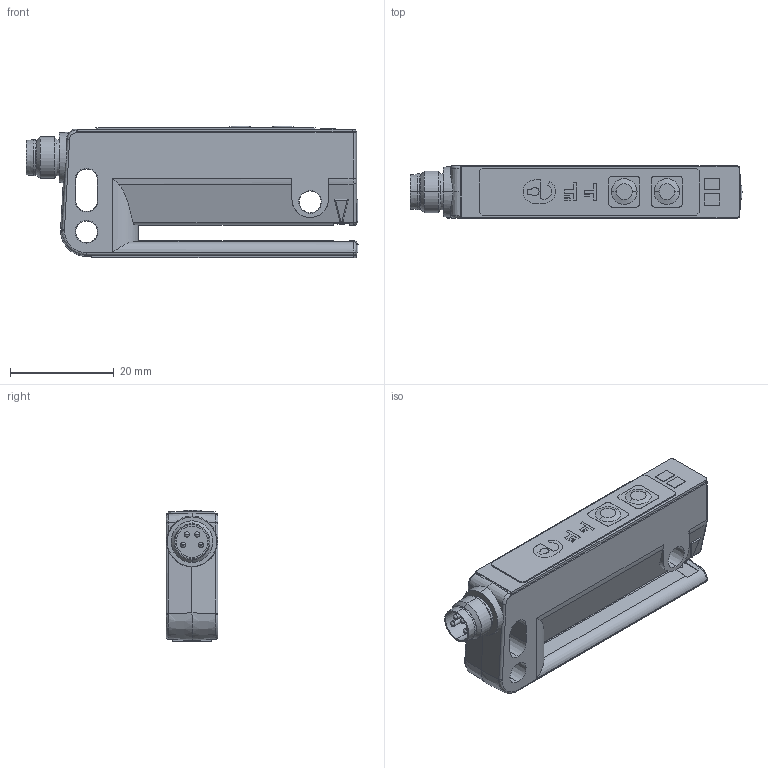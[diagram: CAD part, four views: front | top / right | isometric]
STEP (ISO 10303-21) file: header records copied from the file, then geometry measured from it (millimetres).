
FILE_DESCRIPTION (( 'STEP AP214' ), '1' );
FILE_NAME ('PXSLKIM07-0304N_3D.STEP', '2022-10-28T17:26:48', ( '' ), ( '' ), 'SwSTEP 2.0', 'SolidWorks 2022', '' );
FILE_SCHEMA (( 'AUTOMOTIVE_DESIGN' ));
Length unit declared in the file: inch
Products named in the file (1): PXSLKIM07-0304N_3D
Bounding box: 63.85 x 10 x 25.3 mm (x, y, z)
Volume: 11394.4 mm3; surface area: 5401.9 mm2
Topology: 3 solids, 3 shells, 318 faces, 769 edges, 478 vertices
Faces by surface type: plane 162, cylinder 85, cone 34, bspline 25, torus 12
Entity records: 10132 total; most frequent: CARTESIAN_POINT 2813, ORIENTED_EDGE 1536, DIRECTION 1459, EDGE_CURVE 768, AXIS2_PLACEMENT_3D 502, VERTEX_POINT 477, VECTOR 455, LINE 455
